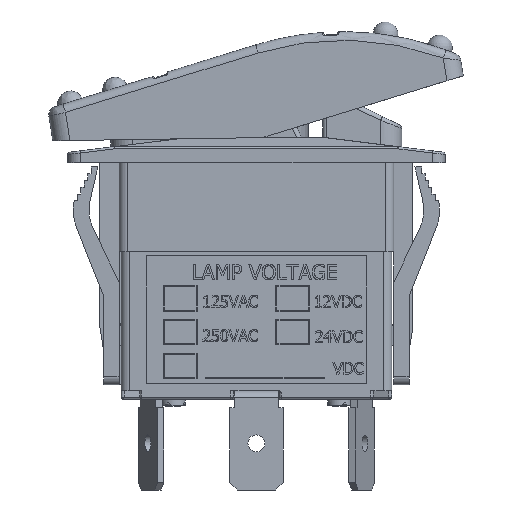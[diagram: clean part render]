
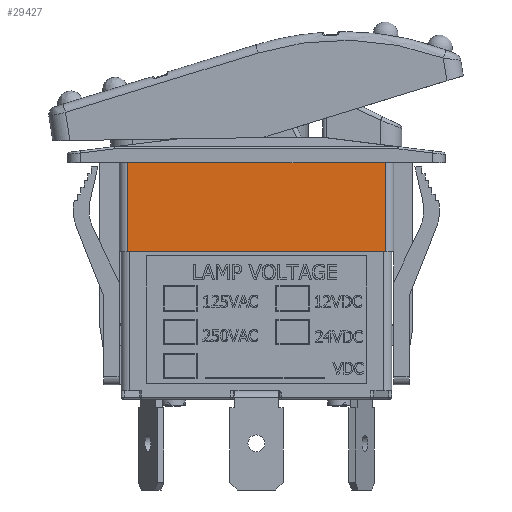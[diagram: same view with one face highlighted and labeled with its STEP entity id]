
A CAD part, front view. The second image highlights one B-rep face of the part: STEP entity #29427.
In plain terms, the highlighted planar face has unit normal (0, -1, 0).
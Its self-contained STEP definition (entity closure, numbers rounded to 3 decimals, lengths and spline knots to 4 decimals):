
#2678=LINE('',#50791,#5488);
#2911=LINE('',#51459,#5721);
#2913=LINE('',#51465,#5723);
#2914=LINE('',#51466,#5724);
#5488=VECTOR('',#36362,1.);
#5721=VECTOR('',#36891,1.);
#5723=VECTOR('',#36897,1.);
#5724=VECTOR('',#36898,1.);
#7091=PLANE('',#31354);
#8440=FACE_OUTER_BOUND('',#10180,.T.);
#10180=EDGE_LOOP('',(#25332,#25333,#25334,#25335));
#14013=VERTEX_POINT('',#50788);
#14014=VERTEX_POINT('',#50790);
#14277=VERTEX_POINT('',#51458);
#14279=VERTEX_POINT('',#51464);
#17790=EDGE_CURVE('',#14014,#14013,#2678,.T.);
#18116=EDGE_CURVE('',#14014,#14277,#2911,.T.);
#18119=EDGE_CURVE('',#14279,#14013,#2913,.T.);
#18120=EDGE_CURVE('',#14277,#14279,#2914,.T.);
#25332=ORIENTED_EDGE('',*,*,#18116,.F.);
#25333=ORIENTED_EDGE('',*,*,#17790,.T.);
#25334=ORIENTED_EDGE('',*,*,#18119,.F.);
#25335=ORIENTED_EDGE('',*,*,#18120,.F.);
#29427=ADVANCED_FACE('',(#8440),#7091,.T.);
#31354=AXIS2_PLACEMENT_3D('',#51463,#36895,#36896);
#36362=DIRECTION('',(1.,0.,0.));
#36891=DIRECTION('',(0.,0.,1.));
#36895=DIRECTION('center_axis',(0.,-1.,0.));
#36896=DIRECTION('ref_axis',(0.,0.,1.));
#36897=DIRECTION('',(0.,0.,-1.));
#36898=DIRECTION('',(1.,0.,0.));
#50788=CARTESIAN_POINT('',(1.52,-1.04,1.74));
#50790=CARTESIAN_POINT('',(-1.52,-1.04,1.74));
#50791=CARTESIAN_POINT('',(-1.62,-1.04,1.74));
#51458=CARTESIAN_POINT('',(-1.52,-1.04,2.79));
#51459=CARTESIAN_POINT('',(-1.52,-1.04,2.79));
#51463=CARTESIAN_POINT('Origin',(-1.62,-1.04,2.79));
#51464=CARTESIAN_POINT('',(1.52,-1.04,2.79));
#51465=CARTESIAN_POINT('',(1.52,-1.04,2.79));
#51466=CARTESIAN_POINT('',(-0.81,-1.04,2.79));
